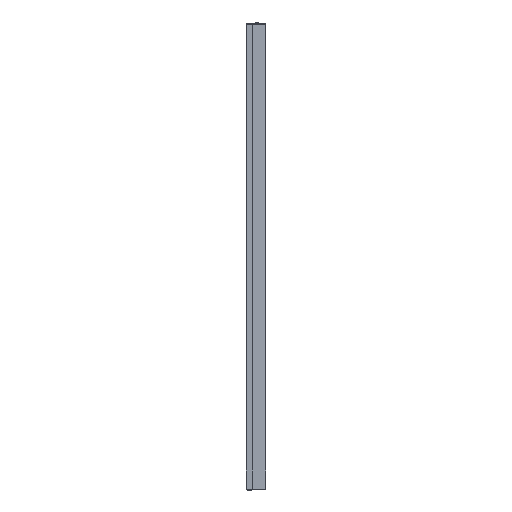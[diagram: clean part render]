
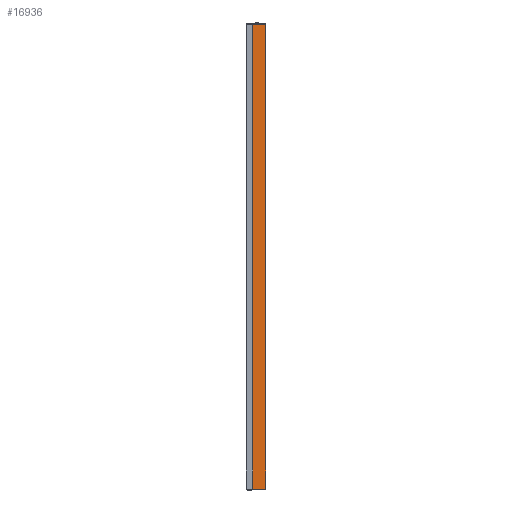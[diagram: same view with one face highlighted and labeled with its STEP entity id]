
A CAD part, left-side view. The second image highlights one B-rep face of the part: STEP entity #16936.
In plain terms, the highlighted face is planar.
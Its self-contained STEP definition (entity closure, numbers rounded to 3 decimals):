
#2567 = VECTOR ( 'NONE', #50924, 1000. ) ;
#6560 = VECTOR ( 'NONE', #8221, 1000. ) ;
#8221 = DIRECTION ( 'NONE',  ( 0., 1., 0. ) ) ;
#9512 = LINE ( 'NONE', #55307, #2567 ) ;
#12437 = ORIENTED_EDGE ( 'NONE', *, *, #36484, .F. ) ;
#13223 = LINE ( 'NONE', #49057, #6560 ) ;
#14076 = VERTEX_POINT ( 'NONE', #36273 ) ;
#14254 = ORIENTED_EDGE ( 'NONE', *, *, #16740, .T. ) ;
#16740 = EDGE_CURVE ( 'NONE', #47592, #14076, #36875, .T. ) ;
#16936 = ADVANCED_FACE ( 'NONE', ( #20025 ), #38477, .F. ) ;
#18352 = DIRECTION ( 'NONE',  ( 0., 1., 0. ) ) ;
#19227 = VERTEX_POINT ( 'NONE', #34481 ) ;
#20025 = FACE_OUTER_BOUND ( 'NONE', #57992, .T. ) ;
#20446 = ORIENTED_EDGE ( 'NONE', *, *, #41693, .T. ) ;
#21674 = VERTEX_POINT ( 'NONE', #50468 ) ;
#25290 = CARTESIAN_POINT ( 'NONE',  ( 6.75, 0., 542. ) ) ;
#27464 = CARTESIAN_POINT ( 'NONE',  ( 6.75, 0., -542. ) ) ;
#27913 = VECTOR ( 'NONE', #18352, 1000. ) ;
#28735 = ORIENTED_EDGE ( 'NONE', *, *, #41723, .T. ) ;
#32550 = AXIS2_PLACEMENT_3D ( 'NONE', #25290, #47008, #37893 ) ;
#33642 = DIRECTION ( 'NONE',  ( 0., 0., -1. ) ) ;
#34481 = CARTESIAN_POINT ( 'NONE',  ( 6.75, 30.925, 542. ) ) ;
#36239 = LINE ( 'NONE', #27464, #27913 ) ;
#36273 = CARTESIAN_POINT ( 'NONE',  ( 6.75, 0.3, -542. ) ) ;
#36484 = EDGE_CURVE ( 'NONE', #47592, #19227, #13223, .T. ) ;
#36875 = LINE ( 'NONE', #54791, #49451 ) ;
#37893 = DIRECTION ( 'NONE',  ( 0., -1., 0. ) ) ;
#38477 = PLANE ( 'NONE',  #32550 ) ;
#41693 = EDGE_CURVE ( 'NONE', #14076, #21674, #36239, .T. ) ;
#41723 = EDGE_CURVE ( 'NONE', #21674, #19227, #9512, .T. ) ;
#44695 = CARTESIAN_POINT ( 'NONE',  ( 6.75, 0.3, 542. ) ) ;
#47008 = DIRECTION ( 'NONE',  ( -1., 0., 0. ) ) ;
#47592 = VERTEX_POINT ( 'NONE', #44695 ) ;
#49057 = CARTESIAN_POINT ( 'NONE',  ( 6.75, 0., 542. ) ) ;
#49451 = VECTOR ( 'NONE', #33642, 1000. ) ;
#50468 = CARTESIAN_POINT ( 'NONE',  ( 6.75, 30.925, -542. ) ) ;
#50924 = DIRECTION ( 'NONE',  ( 0., 0., 1. ) ) ;
#54791 = CARTESIAN_POINT ( 'NONE',  ( 6.75, 0.3, 542. ) ) ;
#55307 = CARTESIAN_POINT ( 'NONE',  ( 6.75, 30.925, 542. ) ) ;
#57992 = EDGE_LOOP ( 'NONE', ( #12437, #14254, #20446, #28735 ) ) ;
